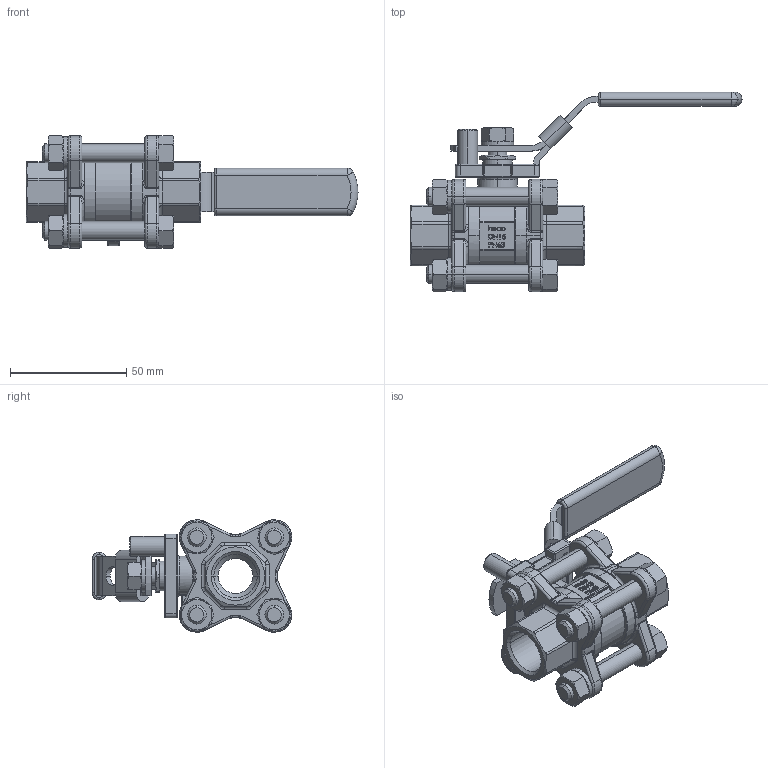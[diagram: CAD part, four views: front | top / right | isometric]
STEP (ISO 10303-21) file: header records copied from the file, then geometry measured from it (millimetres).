
FILE_DESCRIPTION (( 'STEP AP214' ), '1' );
FILE_NAME ('K3-012-0IG-4 Kugelhahn heco step214.STEP', '2011-02-17T14:02:28', ( 'Azubi CAD' ), ( 'heco GmbH' ), 'SwSTEP 2.0', 'SolidWorks 2005235', '' );
FILE_SCHEMA (( 'AUTOMOTIVE_DESIGN' ));
Length unit declared in the file: millimetre
Products named in the file (1): K3-012-0IG-4 Kugelhahn heco step214
Bounding box: 142.5 x 85.62 x 48.25 mm (x, y, z)
Volume: 87192.9 mm3; surface area: 36450.1 mm2
Topology: 1 solids, 1 shells, 1154 faces, 2842 edges, 1746 vertices
Faces by surface type: plane 416, cylinder 269, bspline 211, cone 130, torus 116, sphere 12
Entity records: 80317 total; most frequent: CARTESIAN_POINT 41666, ORIENTED_EDGE 5660, DIRECTION 4931, EDGE_CURVE 2830, AXIS2_PLACEMENT_3D 1802, VERTEX_POINT 1746, VECTOR 1327, LINE 1327
